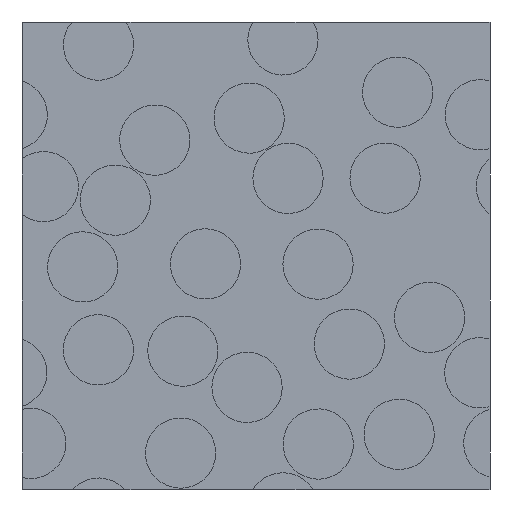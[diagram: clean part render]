
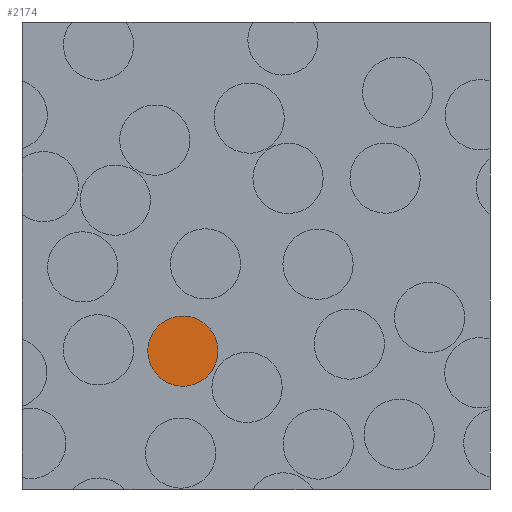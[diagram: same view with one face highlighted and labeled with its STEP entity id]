
A CAD part, top view. The second image highlights one B-rep face of the part: STEP entity #2174.
In plain terms, the highlighted planar face has unit normal (0, 0, 1).
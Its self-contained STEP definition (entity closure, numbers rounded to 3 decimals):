
#2174 = ADVANCED_FACE('',(#2175),#2188,.T.);
#2175 = FACE_BOUND('',#2176,.T.);
#2176 = EDGE_LOOP('',(#2177));
#2177 = ORIENTED_EDGE('',*,*,#2178,.T.);
#2178 = EDGE_CURVE('',#2179,#2179,#2181,.T.);
#2179 = VERTEX_POINT('',#2180);
#2180 = CARTESIAN_POINT('',(1.675,1.187,0.));
#2181 = SURFACE_CURVE('',#2182,(#2187),.PCURVE_S1.);
#2182 = ELLIPSE('',#2183,0.3,0.3);
#2183 = AXIS2_PLACEMENT_3D('',#2184,#2185,#2186);
#2184 = CARTESIAN_POINT('',(1.375,1.187,0.));
#2185 = DIRECTION('',(0.,0.,1.));
#2186 = DIRECTION('',(1.,0.,-0.));
#2187 = PCURVE('',#2188,#2193);
#2188 = PLANE('',#2189);
#2189 = AXIS2_PLACEMENT_3D('',#2190,#2191,#2192);
#2190 = CARTESIAN_POINT('',(1.375,1.187,0.));
#2191 = DIRECTION('',(0.,0.,1.));
#2192 = DIRECTION('',(1.,0.,-0.));
#2193 = DEFINITIONAL_REPRESENTATION('',(#2194),#2198);
#2194 = CIRCLE('',#2195,0.3);
#2195 = AXIS2_PLACEMENT_2D('',#2196,#2197);
#2196 = CARTESIAN_POINT('',(0.,0.));
#2197 = DIRECTION('',(1.,0.));
#2198 = ( GEOMETRIC_REPRESENTATION_CONTEXT(2) 
PARAMETRIC_REPRESENTATION_CONTEXT() REPRESENTATION_CONTEXT('2D SPACE',''
  ) );
